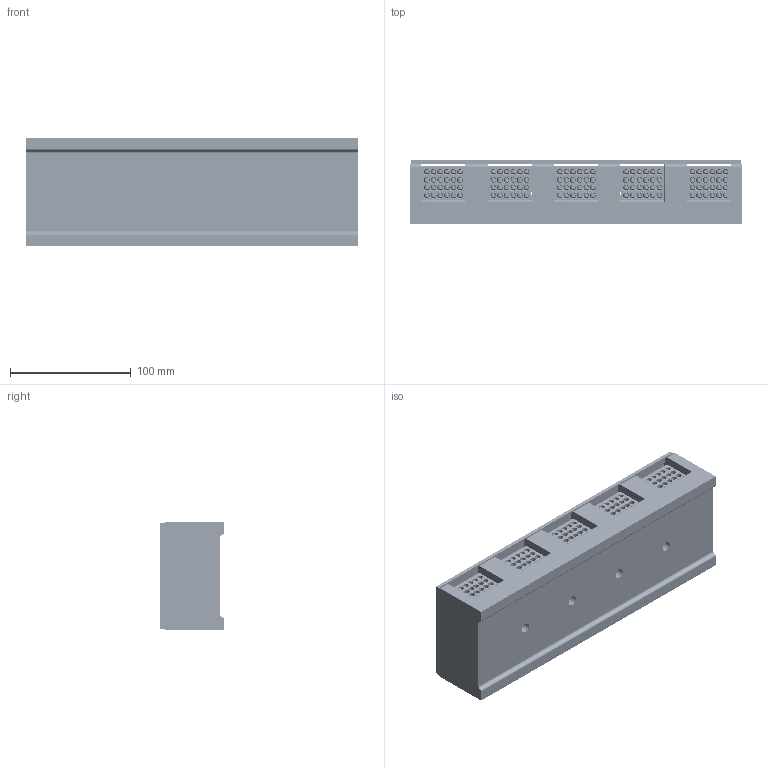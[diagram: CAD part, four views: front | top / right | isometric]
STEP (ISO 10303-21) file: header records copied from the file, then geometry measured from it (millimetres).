
FILE_DESCRIPTION((''),'2;1');
FILE_NAME('UDJ-3005_24_6','2024-07-05T',('dell'),(''),'PRO/ENGINEER BY PARAMETRIC TECHNOLOGY CORPORATION, 2013230','PRO/ENGINEER BY PARAMETRIC TECHNOLOGY CORPORATION, 2013230','');
FILE_SCHEMA(('AUTOMOTIVE_DESIGN { 1 0 10303 214 1 1 1 1 }'));
Products named in the file (1): UDJ-3005_24_6
Bounding box: 275 x 53 x 90 mm (x, y, z)
Volume: 884857.8 mm3; surface area: 237545.1 mm2
Topology: 6 solids, 34 shells, 4852 faces, 14843 edges, 9727 vertices
Faces by surface type: plane 2096, cylinder 1239, cone 970, sphere 260, bspline 240, torus 44, extrusion 3
Entity records: 188855 total; most frequent: CARTESIAN_POINT 58206, ORIENTED_EDGE 29026, DIRECTION 25987, EDGE_CURVE 14513, VERTEX_POINT 9727, AXIS2_PLACEMENT_3D 9367, VECTOR 7253, LINE 7250
